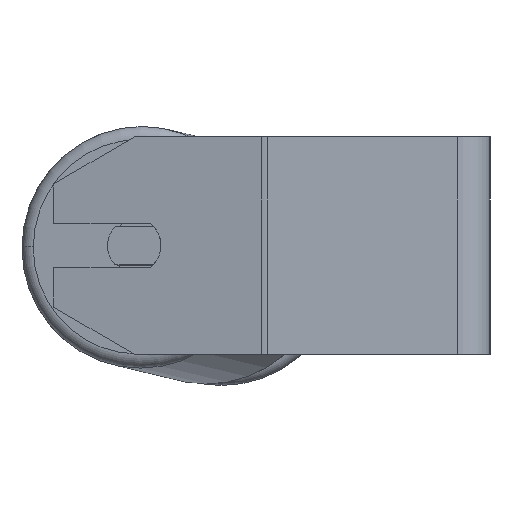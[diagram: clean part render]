
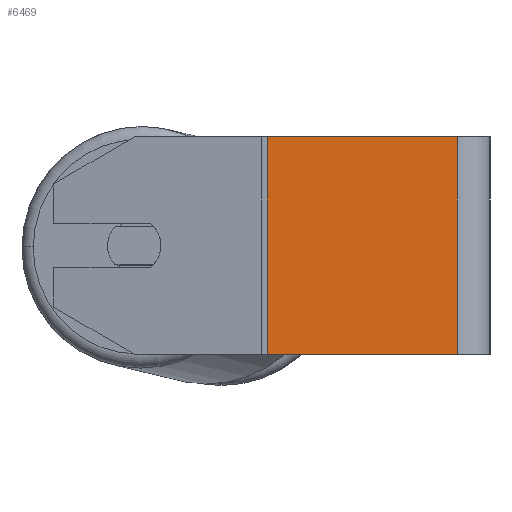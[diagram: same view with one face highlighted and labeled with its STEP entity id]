
A CAD part, left-side view. The second image highlights one B-rep face of the part: STEP entity #6469.
In plain terms, the highlighted planar face has unit normal (-1, 0, 0).
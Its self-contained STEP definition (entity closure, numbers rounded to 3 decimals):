
#186 = DIRECTION ( 'NONE',  ( 0., 0., -1. ) ) ;
#585 = DIRECTION ( 'NONE',  ( 0., -1., 0. ) ) ;
#602 = EDGE_CURVE ( 'NONE', #8453, #7324, #7387, .T. ) ;
#779 = DIRECTION ( 'NONE',  ( 0., -1., 0. ) ) ;
#848 = VERTEX_POINT ( 'NONE', #7333 ) ;
#915 = VECTOR ( 'NONE', #779, 1000. ) ;
#1006 = EDGE_CURVE ( 'NONE', #8453, #848, #1965, .T. ) ;
#1052 = CARTESIAN_POINT ( 'NONE',  ( -275., 81.978, -40. ) ) ;
#1319 = EDGE_CURVE ( 'NONE', #7324, #7056, #6235, .T. ) ;
#1456 = ORIENTED_EDGE ( 'NONE', *, *, #1319, .T. ) ;
#1602 = EDGE_LOOP ( 'NONE', ( #1456, #7413, #6414, #7734 ) ) ;
#1865 = CARTESIAN_POINT ( 'NONE',  ( -275., 12., 40. ) ) ;
#1965 = LINE ( 'NONE', #6670, #6878 ) ;
#2269 = PLANE ( 'NONE',  #4663 ) ;
#2502 = VECTOR ( 'NONE', #2578, 1000. ) ;
#2509 = EDGE_CURVE ( 'NONE', #848, #7056, #7931, .T. ) ;
#2578 = DIRECTION ( 'NONE',  ( 0., 0., -1. ) ) ;
#2933 = FACE_OUTER_BOUND ( 'NONE', #1602, .T. ) ;
#2959 = CARTESIAN_POINT ( 'NONE',  ( -275., 81.978, 40. ) ) ;
#4663 = AXIS2_PLACEMENT_3D ( 'NONE', #8383, #5589, #186 ) ;
#5135 = CARTESIAN_POINT ( 'NONE',  ( -275., 12., -40. ) ) ;
#5589 = DIRECTION ( 'NONE',  ( 1., 0., 0. ) ) ;
#6181 = DIRECTION ( 'NONE',  ( 0., 0., -1. ) ) ;
#6235 = LINE ( 'NONE', #6277, #915 ) ;
#6277 = CARTESIAN_POINT ( 'NONE',  ( -275., 83.028, -40. ) ) ;
#6414 = ORIENTED_EDGE ( 'NONE', *, *, #1006, .F. ) ;
#6469 = ADVANCED_FACE ( 'NONE', ( #2933 ), #2269, .F. ) ;
#6670 = CARTESIAN_POINT ( 'NONE',  ( -275., 83.028, 40. ) ) ;
#6814 = CARTESIAN_POINT ( 'NONE',  ( -275., 81.978, 40. ) ) ;
#6878 = VECTOR ( 'NONE', #585, 1000. ) ;
#7056 = VERTEX_POINT ( 'NONE', #5135 ) ;
#7324 = VERTEX_POINT ( 'NONE', #1052 ) ;
#7333 = CARTESIAN_POINT ( 'NONE',  ( -275., 12., 40. ) ) ;
#7387 = LINE ( 'NONE', #6814, #8132 ) ;
#7413 = ORIENTED_EDGE ( 'NONE', *, *, #2509, .F. ) ;
#7734 = ORIENTED_EDGE ( 'NONE', *, *, #602, .T. ) ;
#7931 = LINE ( 'NONE', #1865, #2502 ) ;
#8132 = VECTOR ( 'NONE', #6181, 1000. ) ;
#8383 = CARTESIAN_POINT ( 'NONE',  ( -275., 83.028, 40. ) ) ;
#8453 = VERTEX_POINT ( 'NONE', #2959 ) ;
